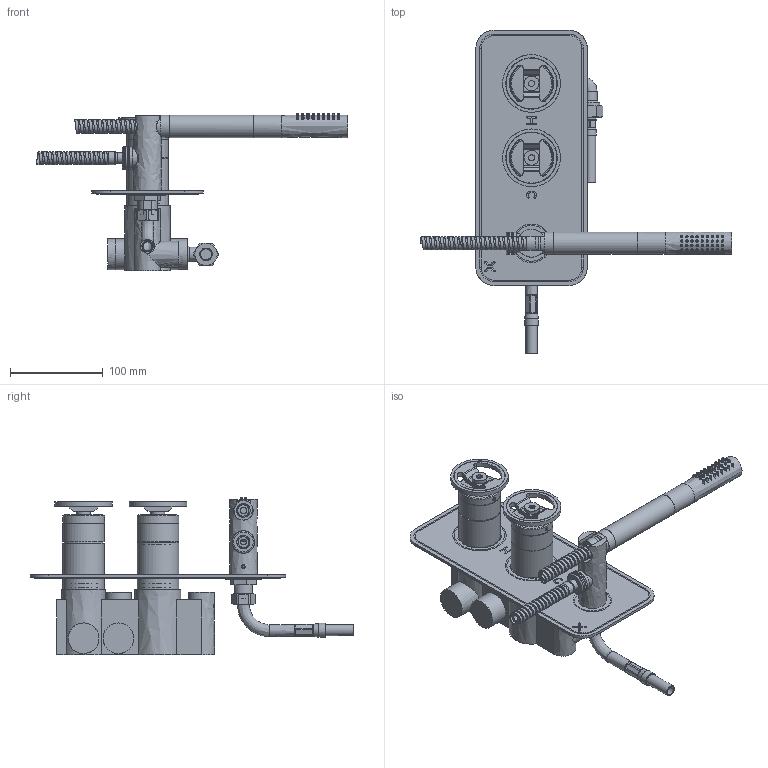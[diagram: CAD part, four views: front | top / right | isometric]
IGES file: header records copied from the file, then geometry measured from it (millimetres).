
Global section: file name: KUR124CCXIN_1_assieme; native system: Autodesk Inventor 2016; preprocessor: unknown; author: M. Vivenzi; date: 20180920.164657; units: millimetre
Bounding box: 335.74 x 348.36 x 169.12 mm (x, y, z)
Volume: 910752.5 mm3; surface area: 311252.5 mm2
Topology: 42 solids, 44 shells, 1926 faces, 4856 edges, 3248 vertices
Faces by surface type: bspline 1926
